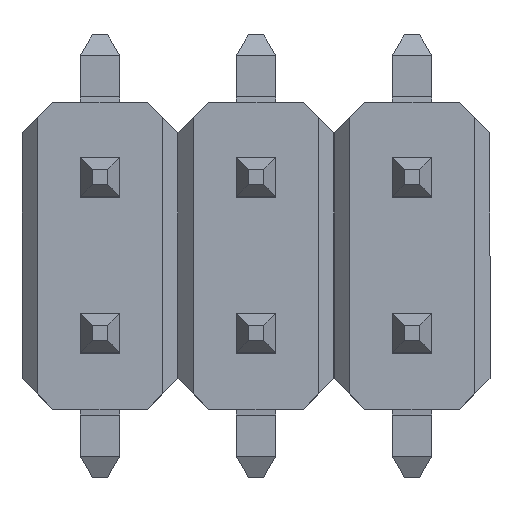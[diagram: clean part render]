
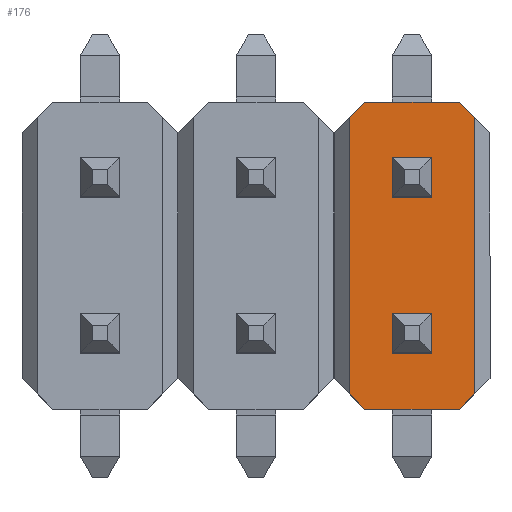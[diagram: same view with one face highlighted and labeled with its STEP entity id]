
A CAD part, top view. The second image highlights one B-rep face of the part: STEP entity #176.
In plain terms, the highlighted planar face has unit normal (0, 0, 1).
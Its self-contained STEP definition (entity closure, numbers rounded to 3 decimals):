
#105=CARTESIAN_POINT('',(3.662,-2.75,4.13));
#106=DIRECTION('',(0.0,0.0,-1.0));
#107=DIRECTION('',(0.0,1.0,0.0));
#108=AXIS2_PLACEMENT_3D('',#105,#106,#107);
#109=PLANE('',#108);
#110=CARTESIAN_POINT('',(3.56,2.25,4.13));
#111=VERTEX_POINT('',#110);
#112=CARTESIAN_POINT('',(3.31,2.5,4.13));
#113=VERTEX_POINT('',#112);
#114=CARTESIAN_POINT('',(3.56,2.25,4.13));
#115=DIRECTION('',(-0.707,0.707,0.0));
#116=VECTOR('',#115,0.354);
#117=LINE('',#114,#116);
#118=EDGE_CURVE('',#111,#113,#117,.T.);
#119=ORIENTED_EDGE('',*,*,#118,.T.);
#120=CARTESIAN_POINT('',(1.77,2.5,4.13));
#121=VERTEX_POINT('',#120);
#122=CARTESIAN_POINT('',(1.77,2.5,4.13));
#123=DIRECTION('',(1.0,0.0,0.0));
#124=VECTOR('',#123,1.54);
#125=LINE('',#122,#124);
#126=EDGE_CURVE('',#121,#113,#125,.T.);
#127=ORIENTED_EDGE('',*,*,#126,.F.);
#128=CARTESIAN_POINT('',(1.52,2.25,4.13));
#129=VERTEX_POINT('',#128);
#130=CARTESIAN_POINT('',(1.77,2.5,4.13));
#131=DIRECTION('',(-0.707,-0.707,0.0));
#132=VECTOR('',#131,0.354);
#133=LINE('',#130,#132);
#134=EDGE_CURVE('',#121,#129,#133,.T.);
#135=ORIENTED_EDGE('',*,*,#134,.T.);
#136=CARTESIAN_POINT('',(1.52,-2.25,4.13));
#137=VERTEX_POINT('',#136);
#138=CARTESIAN_POINT('',(1.52,-2.25,4.13));
#139=DIRECTION('',(0.0,1.0,0.0));
#140=VECTOR('',#139,4.5);
#141=LINE('',#138,#140);
#142=EDGE_CURVE('',#137,#129,#141,.T.);
#143=ORIENTED_EDGE('',*,*,#142,.F.);
#144=CARTESIAN_POINT('',(1.77,-2.5,4.13));
#145=VERTEX_POINT('',#144);
#146=CARTESIAN_POINT('',(1.52,-2.25,4.13));
#147=DIRECTION('',(0.707,-0.707,0.0));
#148=VECTOR('',#147,0.354);
#149=LINE('',#146,#148);
#150=EDGE_CURVE('',#137,#145,#149,.T.);
#151=ORIENTED_EDGE('',*,*,#150,.T.);
#152=CARTESIAN_POINT('',(3.31,-2.5,4.13));
#153=VERTEX_POINT('',#152);
#154=CARTESIAN_POINT('',(3.31,-2.5,4.13));
#155=DIRECTION('',(-1.0,0.0,0.0));
#156=VECTOR('',#155,1.54);
#157=LINE('',#154,#156);
#158=EDGE_CURVE('',#153,#145,#157,.T.);
#159=ORIENTED_EDGE('',*,*,#158,.F.);
#160=CARTESIAN_POINT('',(3.56,-2.25,4.13));
#161=VERTEX_POINT('',#160);
#162=CARTESIAN_POINT('',(3.31,-2.5,4.13));
#163=DIRECTION('',(0.707,0.707,0.0));
#164=VECTOR('',#163,0.354);
#165=LINE('',#162,#164);
#166=EDGE_CURVE('',#153,#161,#165,.T.);
#167=ORIENTED_EDGE('',*,*,#166,.T.);
#168=CARTESIAN_POINT('',(3.56,2.25,4.13));
#169=DIRECTION('',(0.0,-1.0,0.0));
#170=VECTOR('',#169,4.5);
#171=LINE('',#168,#170);
#172=EDGE_CURVE('',#111,#161,#171,.T.);
#173=ORIENTED_EDGE('',*,*,#172,.F.);
#174=EDGE_LOOP('',(#119,#127,#135,#143,#151,#159,#167,#173));
#175=FACE_OUTER_BOUND('',#174,.T.);
#176=ADVANCED_FACE('',(#175),#109,.F.);
